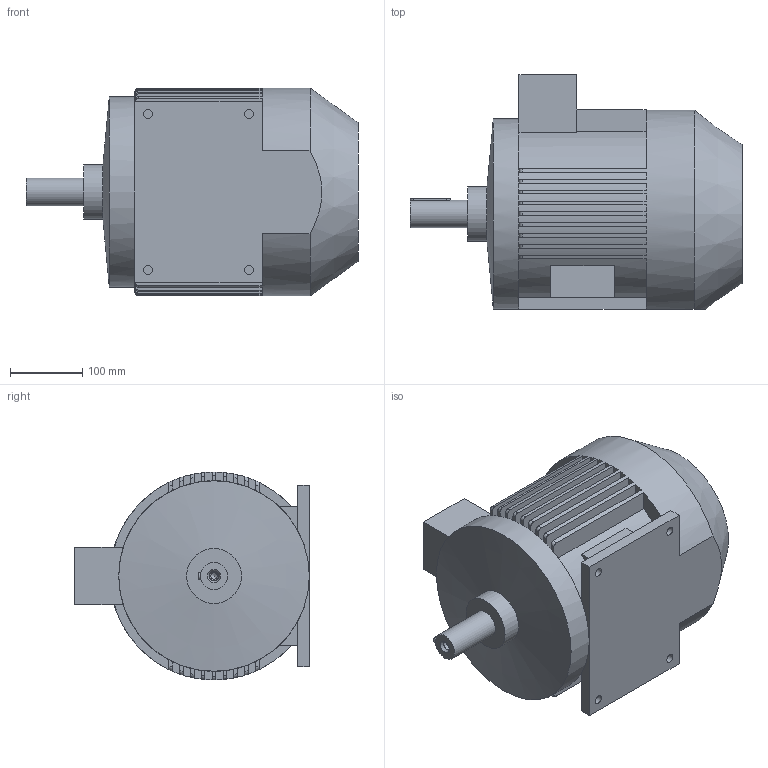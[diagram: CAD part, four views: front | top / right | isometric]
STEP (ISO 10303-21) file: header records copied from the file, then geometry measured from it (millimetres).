
FILE_DESCRIPTION(('STEP AP203'), '1');
FILE_NAME('Ýëåêòðîäâèãàòåëü ÀÈÐ132S4,6,8', '', ('UNSPECIFIED'), ('UNSPECIFIED'), 'ASCON STEP Converter 1.6', 'ASCON Math Kernel', '');
FILE_SCHEMA(('CONFIG_CONTROL_DESIGN'));
Length unit declared in the file: millimetre
Products named in the file (1): Ýëåêòðîäâèãàòåëü ÀÈÐ132S4,6,8
Bounding box: 460 x 325 x 288 mm (x, y, z)
Volume: 19461130.7 mm3; surface area: 678685.1 mm2
Topology: 1 solids, 1 shells, 208 faces, 547 edges, 342 vertices
Faces by surface type: plane 148, cylinder 39, torus 16, cone 5
Full cylindrical faces by diameter (mm): 9 x1, 12 x4, 13 x1, 38 x1, 76 x1, 264 x1
Entity records: 11057 total; most frequent: CARTESIAN_POINT 4196, DIRECTION 1099, ORIENTED_EDGE 1064, EDGE_CURVE 532, AXIS2_PLACEMENT_3D 398, VERTEX_POINT 341, LINE 303, VECTOR 303
